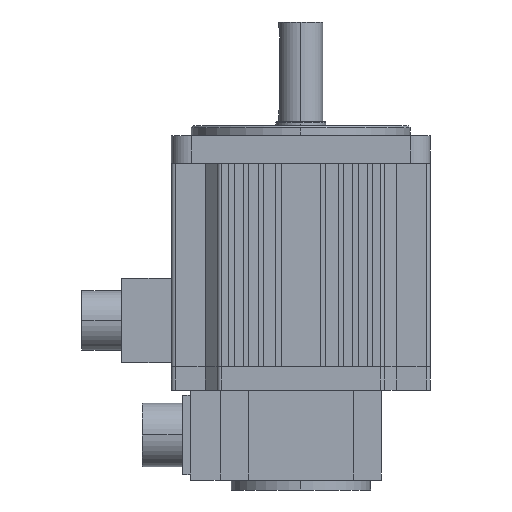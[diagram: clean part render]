
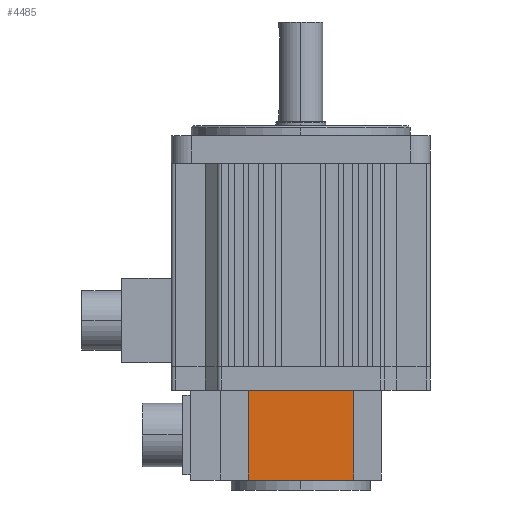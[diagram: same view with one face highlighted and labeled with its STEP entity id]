
A CAD part, left-side view. The second image highlights one B-rep face of the part: STEP entity #4485.
In plain terms, the highlighted face is planar.
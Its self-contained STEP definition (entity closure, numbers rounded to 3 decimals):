
#251 = VECTOR ( 'NONE', #12742, 1000. ) ;
#828 = CARTESIAN_POINT ( 'NONE',  ( 81., 14., -45. ) ) ;
#921 = VERTEX_POINT ( 'NONE', #2345 ) ;
#959 = DIRECTION ( 'NONE',  ( 0., 0., 1. ) ) ;
#1018 = CARTESIAN_POINT ( 'NONE',  ( 81., 14., -45. ) ) ;
#1857 = LINE ( 'NONE', #9241, #8334 ) ;
#2345 = CARTESIAN_POINT ( 'NONE',  ( 81., 67., -45. ) ) ;
#2650 = ORIENTED_EDGE ( 'NONE', *, *, #2806, .T. ) ;
#2673 = VERTEX_POINT ( 'NONE', #11718 ) ;
#2806 = EDGE_CURVE ( 'NONE', #2673, #921, #5384, .T. ) ;
#3116 = DIRECTION ( 'NONE',  ( 0., 1., 0. ) ) ;
#3152 = VECTOR ( 'NONE', #3116, 1000. ) ;
#3542 = LINE ( 'NONE', #1018, #6774 ) ;
#3979 = EDGE_CURVE ( 'NONE', #2673, #5847, #3542, .T. ) ;
#4485 = ADVANCED_FACE ( 'NONE', ( #16132 ), #12167, .T. ) ;
#5308 = EDGE_CURVE ( 'NONE', #5847, #12626, #1857, .T. ) ;
#5384 = LINE ( 'NONE', #12096, #3152 ) ;
#5847 = VERTEX_POINT ( 'NONE', #6853 ) ;
#6774 = VECTOR ( 'NONE', #959, 1000. ) ;
#6853 = CARTESIAN_POINT ( 'NONE',  ( 81., 14., 0. ) ) ;
#7128 = DIRECTION ( 'NONE',  ( 1., 0., 0. ) ) ;
#7294 = AXIS2_PLACEMENT_3D ( 'NONE', #828, #7128, #12277 ) ;
#7330 = EDGE_CURVE ( 'NONE', #921, #12626, #14287, .T. ) ;
#8334 = VECTOR ( 'NONE', #11796, 1000. ) ;
#9241 = CARTESIAN_POINT ( 'NONE',  ( 81., 14., 0. ) ) ;
#11309 = ORIENTED_EDGE ( 'NONE', *, *, #5308, .F. ) ;
#11718 = CARTESIAN_POINT ( 'NONE',  ( 81., 14., -45. ) ) ;
#11796 = DIRECTION ( 'NONE',  ( 0., 1., 0. ) ) ;
#12096 = CARTESIAN_POINT ( 'NONE',  ( 81., 14., -45. ) ) ;
#12167 = PLANE ( 'NONE',  #7294 ) ;
#12277 = DIRECTION ( 'NONE',  ( 0., 0., -1. ) ) ;
#12626 = VERTEX_POINT ( 'NONE', #14177 ) ;
#12742 = DIRECTION ( 'NONE',  ( 0., 0., 1. ) ) ;
#13696 = ORIENTED_EDGE ( 'NONE', *, *, #3979, .F. ) ;
#14014 = CARTESIAN_POINT ( 'NONE',  ( 81., 67., -45. ) ) ;
#14177 = CARTESIAN_POINT ( 'NONE',  ( 81., 67., 0. ) ) ;
#14287 = LINE ( 'NONE', #14014, #251 ) ;
#15108 = ORIENTED_EDGE ( 'NONE', *, *, #7330, .T. ) ;
#16132 = FACE_OUTER_BOUND ( 'NONE', #16227, .T. ) ;
#16227 = EDGE_LOOP ( 'NONE', ( #11309, #13696, #2650, #15108 ) ) ;
